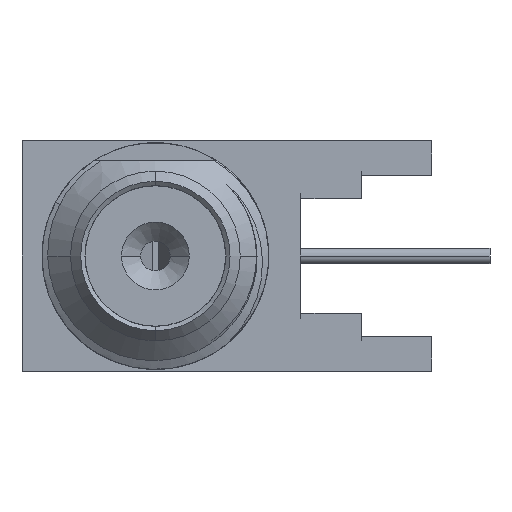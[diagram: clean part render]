
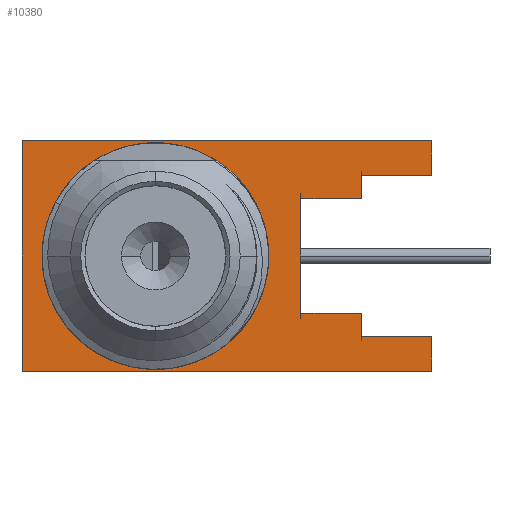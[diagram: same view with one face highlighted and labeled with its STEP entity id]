
A CAD part, left-side view. The second image highlights one B-rep face of the part: STEP entity #10380.
In plain terms, the highlighted planar face has unit normal (-1, 0, 0).
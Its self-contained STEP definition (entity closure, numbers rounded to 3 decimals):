
#37=DIRECTION('',(0.,-1.,0.));
#38=VECTOR('',#37,16.9);
#39=CARTESIAN_POINT('',(-4.75,5.5,-4.75));
#40=LINE('',#39,#38);
#59=DIRECTION('',(0.,0.,1.));
#60=VECTOR('',#59,1.422);
#61=CARTESIAN_POINT('',(-4.75,-11.4,-4.75));
#62=LINE('',#61,#60);
#63=DIRECTION('',(0.,1.,0.));
#64=VECTOR('',#63,2.9);
#65=CARTESIAN_POINT('',(-4.75,-11.4,3.328));
#66=LINE('',#65,#64);
#67=DIRECTION('',(0.,0.,1.));
#68=VECTOR('',#67,0.977);
#69=CARTESIAN_POINT('',(-4.75,-8.5,2.351));
#70=LINE('',#69,#68);
#71=DIRECTION('',(0.,-1.,0.));
#72=VECTOR('',#71,2.5);
#73=CARTESIAN_POINT('',(-4.75,-6.,2.351));
#74=LINE('',#73,#72);
#75=DIRECTION('',(0.,0.,1.));
#76=VECTOR('',#75,4.702);
#77=CARTESIAN_POINT('',(-4.75,-6.,-2.351));
#78=LINE('',#77,#76);
#79=DIRECTION('',(0.,-1.,0.));
#80=VECTOR('',#79,2.5);
#81=CARTESIAN_POINT('',(-4.75,-6.,-2.351));
#82=LINE('',#81,#80);
#83=DIRECTION('',(0.,0.,1.));
#84=VECTOR('',#83,0.977);
#85=CARTESIAN_POINT('',(-4.75,-8.5,-3.328));
#86=LINE('',#85,#84);
#87=DIRECTION('',(0.,1.,0.));
#88=VECTOR('',#87,2.9);
#89=CARTESIAN_POINT('',(-4.75,-11.4,-3.328));
#90=LINE('',#89,#88);
#91=DIRECTION('',(0.,0.,1.));
#92=VECTOR('',#91,9.5);
#93=CARTESIAN_POINT('',(-4.75,5.5,-4.75));
#94=LINE('',#93,#92);
#95=CARTESIAN_POINT('',(-4.75,0.,0.));
#96=DIRECTION('',(1.,0.,0.));
#97=DIRECTION('',(0.,-1.,0.));
#98=AXIS2_PLACEMENT_3D('',#95,#96,#97);
#100=CARTESIAN_POINT('',(-4.75,0.,0.));
#101=DIRECTION('',(1.,0.,0.));
#102=DIRECTION('',(0.,1.,0.));
#103=AXIS2_PLACEMENT_3D('',#100,#101,#102);
#118=DIRECTION('',(0.,-1.,0.));
#119=VECTOR('',#118,16.9);
#120=CARTESIAN_POINT('',(-4.75,5.5,4.75));
#121=LINE('',#120,#119);
#163=DIRECTION('',(0.,0.,1.));
#164=VECTOR('',#163,1.422);
#165=CARTESIAN_POINT('',(-4.75,-11.4,3.328));
#166=LINE('',#165,#164);
#9608=CARTESIAN_POINT('',(-4.75,5.5,-4.75));
#9609=CARTESIAN_POINT('',(-4.75,-11.4,-4.75));
#9610=VERTEX_POINT('',#9608);
#9611=VERTEX_POINT('',#9609);
#9616=CARTESIAN_POINT('',(-4.75,5.5,4.75));
#9617=CARTESIAN_POINT('',(-4.75,-11.4,4.75));
#9618=VERTEX_POINT('',#9616);
#9619=VERTEX_POINT('',#9617);
#9632=CARTESIAN_POINT('',(-4.75,-6.,-2.351));
#9633=CARTESIAN_POINT('',(-4.75,-6.,2.351));
#9634=VERTEX_POINT('',#9632);
#9635=VERTEX_POINT('',#9633);
#9664=CARTESIAN_POINT('',(-4.75,-11.4,3.328));
#9665=CARTESIAN_POINT('',(-4.75,-8.5,3.328));
#9666=VERTEX_POINT('',#9664);
#9667=VERTEX_POINT('',#9665);
#9668=CARTESIAN_POINT('',(-4.75,-8.5,-3.328));
#9669=CARTESIAN_POINT('',(-4.75,-8.5,-2.351));
#9670=VERTEX_POINT('',#9668);
#9671=VERTEX_POINT('',#9669);
#9672=CARTESIAN_POINT('',(-4.75,-8.5,2.351));
#9673=VERTEX_POINT('',#9672);
#9674=CARTESIAN_POINT('',(-4.75,-11.4,-3.328));
#9675=VERTEX_POINT('',#9674);
#10160=CARTESIAN_POINT('',(-4.75,-4.675,0.));
#10161=CARTESIAN_POINT('',(-4.75,4.675,0.));
#10162=VERTEX_POINT('',#10160);
#10163=VERTEX_POINT('',#10161);
#10347=CARTESIAN_POINT('',(-4.75,5.5,-4.75));
#10348=DIRECTION('',(-1.,0.,0.));
#10349=DIRECTION('',(0.,-1.,0.));
#10350=AXIS2_PLACEMENT_3D('',#10347,#10348,#10349);
#10351=PLANE('',#10350);
#10353=ORIENTED_EDGE('',*,*,#10352,.T.);
#10355=ORIENTED_EDGE('',*,*,#10354,.F.);
#10357=ORIENTED_EDGE('',*,*,#10356,.F.);
#10359=ORIENTED_EDGE('',*,*,#10358,.F.);
#10361=ORIENTED_EDGE('',*,*,#10360,.T.);
#10362=ORIENTED_EDGE('',*,*,#10314,.F.);
#10363=ORIENTED_EDGE('',*,*,#10329,.F.);
#10364=ORIENTED_EDGE('',*,*,#10342,.F.);
#10365=ORIENTED_EDGE('',*,*,#10297,.F.);
#10367=ORIENTED_EDGE('',*,*,#10366,.T.);
#10369=ORIENTED_EDGE('',*,*,#10368,.T.);
#10371=ORIENTED_EDGE('',*,*,#10370,.F.);
#10372=EDGE_LOOP('',(#10353,#10355,#10357,#10359,#10361,#10362,#10363,#10364,
#10365,#10367,#10369,#10371));
#10373=FACE_OUTER_BOUND('',#10372,.F.);
#10375=ORIENTED_EDGE('',*,*,#10374,.F.);
#10377=ORIENTED_EDGE('',*,*,#10376,.F.);
#10378=EDGE_LOOP('',(#10375,#10377));
#10379=FACE_BOUND('',#10378,.F.);
#10380=ADVANCED_FACE('',(#10373,#10379),#10351,.T.);
#99=CIRCLE('',#98,4.675);
#104=CIRCLE('',#103,4.675);
#10297=EDGE_CURVE('',#9610,#9611,#40,.T.);
#10314=EDGE_CURVE('',#9670,#9671,#86,.T.);
#10329=EDGE_CURVE('',#9675,#9670,#90,.T.);
#10342=EDGE_CURVE('',#9611,#9675,#62,.T.);
#10352=EDGE_CURVE('',#9666,#9667,#66,.T.);
#10354=EDGE_CURVE('',#9673,#9667,#70,.T.);
#10356=EDGE_CURVE('',#9635,#9673,#74,.T.);
#10358=EDGE_CURVE('',#9634,#9635,#78,.T.);
#10360=EDGE_CURVE('',#9634,#9671,#82,.T.);
#10366=EDGE_CURVE('',#9610,#9618,#94,.T.);
#10368=EDGE_CURVE('',#9618,#9619,#121,.T.);
#10370=EDGE_CURVE('',#9666,#9619,#166,.T.);
#10374=EDGE_CURVE('',#10162,#10163,#99,.T.);
#10376=EDGE_CURVE('',#10163,#10162,#104,.T.);
